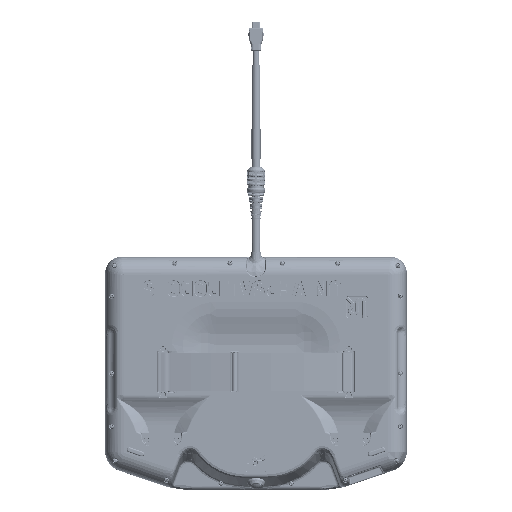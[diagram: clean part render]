
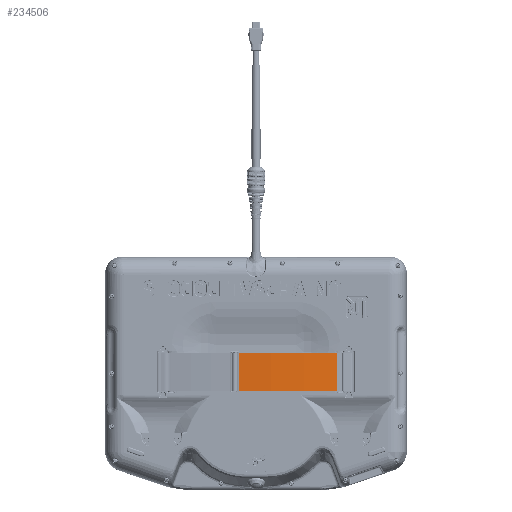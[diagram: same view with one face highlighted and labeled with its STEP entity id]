
A CAD part, front view. The second image highlights one B-rep face of the part: STEP entity #234506.
In plain terms, the highlighted cylindrical face has radius 615.625 mm (diameter 1231.25 mm), a partial arc.
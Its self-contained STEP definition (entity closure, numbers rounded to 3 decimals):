
#11318 = DIRECTION ( 'NONE',  ( -0.005, -1., 0. ) ) ;
#15676 = CARTESIAN_POINT ( 'NONE',  ( 81.003, -24.232, -29.403 ) ) ;
#31991 = CYLINDRICAL_SURFACE ( 'NONE', #124579, 615.625 ) ;
#38612 = DIRECTION ( 'NONE',  ( 0., 0., -1. ) ) ;
#73324 = ORIENTED_EDGE ( 'NONE', *, *, #371211, .F. ) ;
#84212 = CARTESIAN_POINT ( 'NONE',  ( 81.003, -24.232, 8.597 ) ) ;
#94471 = AXIS2_PLACEMENT_3D ( 'NONE', #298709, #38612, #342324 ) ;
#118486 = DIRECTION ( 'NONE',  ( 0., 0., 1. ) ) ;
#124579 = AXIS2_PLACEMENT_3D ( 'NONE', #374743, #420327, #334905 ) ;
#125670 = CARTESIAN_POINT ( 'NONE',  ( -18.113, -29.026, 8.597 ) ) ;
#129007 = LINE ( 'NONE', #422281, #461887 ) ;
#132529 = CIRCLE ( 'NONE', #94471, 615.625 ) ;
#160520 = VERTEX_POINT ( 'NONE', #84212 ) ;
#160806 = EDGE_CURVE ( 'NONE', #160520, #286664, #441217, .T. ) ;
#170548 = EDGE_CURVE ( 'NONE', #272351, #277746, #129007, .T. ) ;
#234506 = ADVANCED_FACE ( 'NONE', ( #419364 ), #31991, .T. ) ;
#245898 = CARTESIAN_POINT ( 'NONE',  ( -18.113, -29.026, -29.403 ) ) ;
#271357 = DIRECTION ( 'NONE',  ( 0., 0., -1. ) ) ;
#272001 = DIRECTION ( 'NONE',  ( 0., 0., -1. ) ) ;
#272351 = VERTEX_POINT ( 'NONE', #245898 ) ;
#277746 = VERTEX_POINT ( 'NONE', #125670 ) ;
#286664 = VERTEX_POINT ( 'NONE', #386566 ) ;
#298709 = CARTESIAN_POINT ( 'NONE',  ( 1.803, 586.277, 8.597 ) ) ;
#334905 = DIRECTION ( 'NONE',  ( 1., -0.005, 0. ) ) ;
#342324 = DIRECTION ( 'NONE',  ( -0.005, -1., 0. ) ) ;
#371211 = EDGE_CURVE ( 'NONE', #286664, #272351, #435453, .T. ) ;
#373679 = ORIENTED_EDGE ( 'NONE', *, *, #160806, .F. ) ;
#374743 = CARTESIAN_POINT ( 'NONE',  ( 1.803, 586.277, -29.403 ) ) ;
#386566 = CARTESIAN_POINT ( 'NONE',  ( 81.003, -24.232, -29.403 ) ) ;
#403369 = AXIS2_PLACEMENT_3D ( 'NONE', #531576, #271357, #11318 ) ;
#419364 = FACE_OUTER_BOUND ( 'NONE', #455586, .T. ) ;
#420327 = DIRECTION ( 'NONE',  ( 0., 0., 1. ) ) ;
#422281 = CARTESIAN_POINT ( 'NONE',  ( -18.113, -29.026, -29.403 ) ) ;
#424480 = EDGE_CURVE ( 'NONE', #160520, #277746, #132529, .T. ) ;
#435453 = CIRCLE ( 'NONE', #403369, 615.625 ) ;
#437289 = ORIENTED_EDGE ( 'NONE', *, *, #170548, .F. ) ;
#441217 = LINE ( 'NONE', #15676, #556722 ) ;
#455586 = EDGE_LOOP ( 'NONE', ( #373679, #504367, #437289, #73324 ) ) ;
#461887 = VECTOR ( 'NONE', #118486, 1000. ) ;
#504367 = ORIENTED_EDGE ( 'NONE', *, *, #424480, .T. ) ;
#531576 = CARTESIAN_POINT ( 'NONE',  ( 1.803, 586.277, -29.403 ) ) ;
#556722 = VECTOR ( 'NONE', #272001, 1000. ) ;
